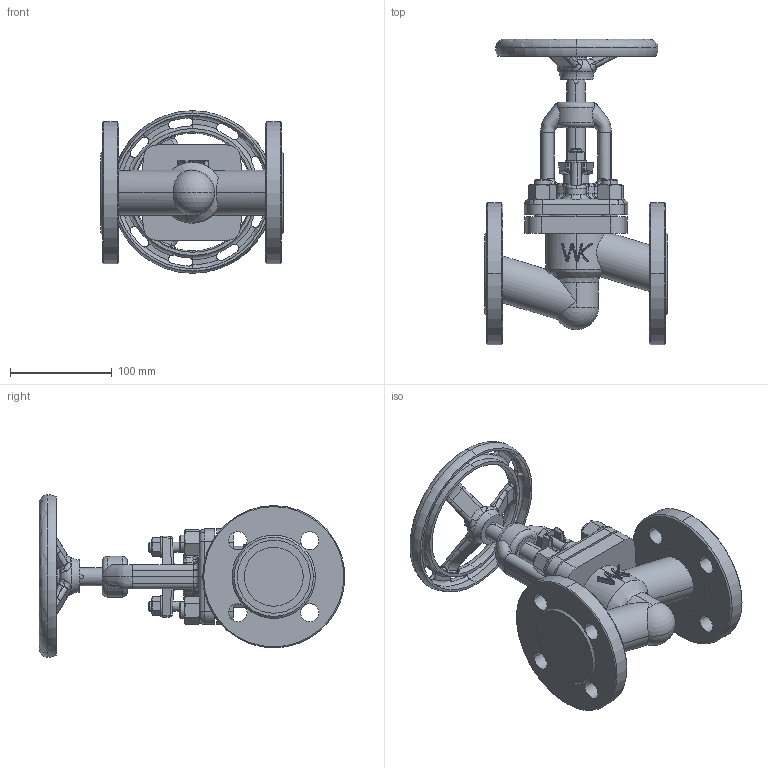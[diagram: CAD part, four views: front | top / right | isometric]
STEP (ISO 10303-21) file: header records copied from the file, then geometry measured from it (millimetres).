
FILE_DESCRIPTION (( 'STEP AP214' ), '1' );
FILE_NAME ('218 DN32.STEP', '2015-06-01T06:44:33', ( '' ), ( '' ), 'SwSTEP 2.0', 'SolidWorks 2015', '' );
FILE_SCHEMA (( 'AUTOMOTIVE_DESIGN' ));
Length unit declared in the file: millimetre
Products named in the file (1): 218 DN32
Bounding box: 180 x 301 x 160 mm (x, y, z)
Volume: 1414504.2 mm3; surface area: 216451.5 mm2
Topology: 1 solids, 1 shells, 767 faces, 1982 edges, 1187 vertices
Faces by surface type: cylinder 255, plane 209, bspline 156, cone 61, torus 51, sphere 35
Entity records: 38492 total; most frequent: CARTESIAN_POINT 16394, ORIENTED_EDGE 3910, DIRECTION 3318, EDGE_CURVE 1955, AXIS2_PLACEMENT_3D 1379, VERTEX_POINT 1187, EDGE_LOOP 820, ADVANCED_FACE 767
